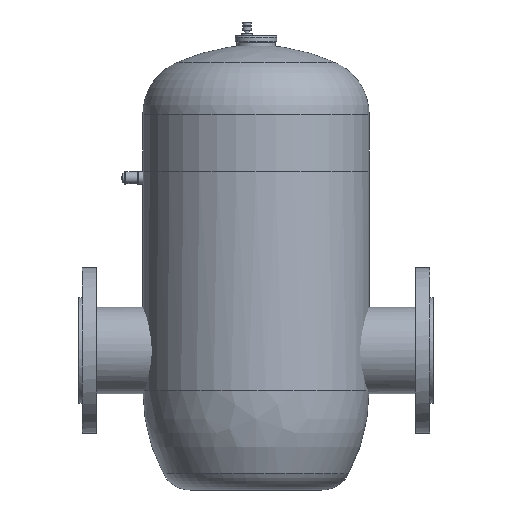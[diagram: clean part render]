
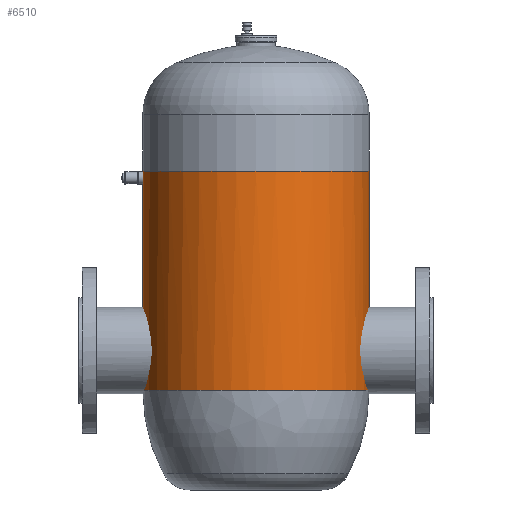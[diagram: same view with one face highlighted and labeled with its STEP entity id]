
A CAD part, front view. The second image highlights one B-rep face of the part: STEP entity #6510.
In plain terms, the highlighted cylindrical face has radius 150.134 mm (diameter 300.267 mm), a partial arc.
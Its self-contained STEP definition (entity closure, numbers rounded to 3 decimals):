
#6391=CARTESIAN_POINT('Vertex',(2993.104,3438.203,-52.541)) ;
#6395=CARTESIAN_POINT('Control Point',(2993.104,3438.203,-52.541)) ;
#6396=CARTESIAN_POINT('Control Point',(2993.104,3349.783,-52.541)) ;
#6397=CARTESIAN_POINT('Control Point',(2930.442,3288.07,-52.541)) ;
#6398=CARTESIAN_POINT('Control Point',(2842.971,3288.07,-52.541)) ;
#6399=CARTESIAN_POINT('Control Point',(2755.499,3288.07,-52.541)) ;
#6400=CARTESIAN_POINT('Control Point',(2692.837,3349.783,-52.541)) ;
#6401=CARTESIAN_POINT('Control Point',(2692.837,3438.203,-52.541)) ;
#6402=CARTESIAN_POINT('Vertex',(2692.837,3438.203,-52.541)) ;
#6468=CARTESIAN_POINT('Line Origine',(2692.837,3438.203,477.5)) ;
#6472=CARTESIAN_POINT('Vertex',(2692.837,3438.203,237.459)) ;
#6479=CARTESIAN_POINT('Vertex',(2993.104,3438.203,237.459)) ;
#6482=CARTESIAN_POINT('Line Origine',(2993.104,3438.203,477.5)) ;
#6494=CARTESIAN_POINT('Axis2P3D Location',(2842.971,3438.203,477.5)) ;
#6499=CARTESIAN_POINT('Axis2P3D Location',(2842.971,3438.203,237.459)) ;
#6469=DIRECTION('Vector Direction',(0.,0.,-1.)) ;
#6483=DIRECTION('Vector Direction',(0.,0.,-1.)) ;
#6495=DIRECTION('Axis2P3D Direction',(0.,0.,-1.)) ;
#6496=DIRECTION('Axis2P3D XDirection',(0.,1.,0.)) ;
#6500=DIRECTION('Axis2P3D Direction',(0.,0.,-1.)) ;
#6497=AXIS2_PLACEMENT_3D('Cylinder Axis2P3D',#6494,#6495,#6496) ;
#6501=AXIS2_PLACEMENT_3D('Circle Axis2P3D',#6499,#6500,$) ;
#6505=ORIENTED_EDGE('',*,*,#6486,.T.) ;
#6506=ORIENTED_EDGE('',*,*,#6503,.T.) ;
#6507=ORIENTED_EDGE('',*,*,#6474,.T.) ;
#6508=ORIENTED_EDGE('',*,*,#6404,.F.) ;
#6470=VECTOR('Line Direction',#6469,1.) ;
#6484=VECTOR('Line Direction',#6483,1.) ;
#6510=ADVANCED_FACE('551102_2.1\\PartBody',(#6509),#6498,.T.) ;
#6502=CIRCLE('generated circle',#6501,150.134) ;
#6498=CYLINDRICAL_SURFACE('generated cylinder',#6497,150.134) ;
#6404=EDGE_CURVE('',#6392,#6403,#6394,.T.) ;
#6474=EDGE_CURVE('',#6473,#6403,#6471,.T.) ;
#6486=EDGE_CURVE('',#6392,#6480,#6485,.F.) ;
#6503=EDGE_CURVE('',#6480,#6473,#6502,.T.) ;
#6504=EDGE_LOOP('',(#6505,#6506,#6507,#6508)) ;
#6509=FACE_OUTER_BOUND('',#6504,.T.) ;
#6471=LINE('Line',#6468,#6470) ;
#6485=LINE('Line',#6482,#6484) ;
#6392=VERTEX_POINT('',#6391) ;
#6403=VERTEX_POINT('',#6402) ;
#6473=VERTEX_POINT('',#6472) ;
#6480=VERTEX_POINT('',#6479) ;
#6394=(BOUNDED_CURVE()B_SPLINE_CURVE(3,(#6395,#6396,#6397,#6398,#6399,#6400,#6401),.UNSPECIFIED.,.F.,.U.)B_SPLINE_CURVE_WITH_KNOTS((4,3,4),(0.043,1.,1.957),.UNSPECIFIED.)CURVE()GEOMETRIC_REPRESENTATION_ITEM()RATIONAL_B_SPLINE_CURVE((1.174,0.952,0.962,1.205,0.962,0.952,1.174))REPRESENTATION_ITEM('')) ;
